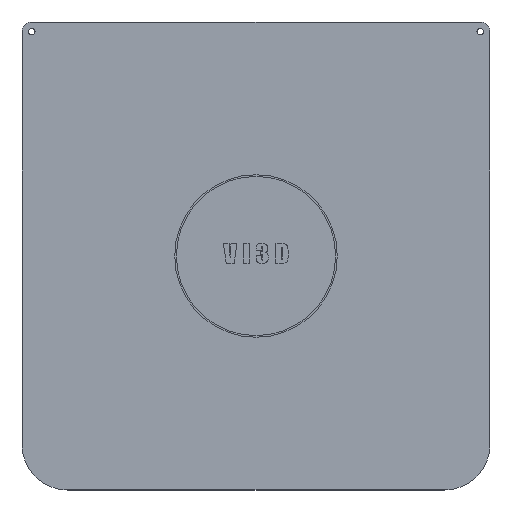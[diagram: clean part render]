
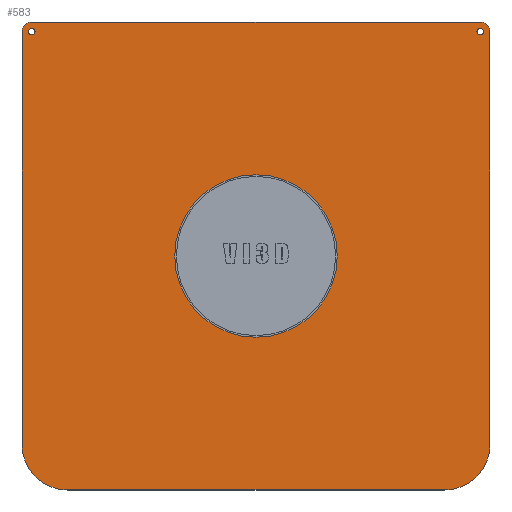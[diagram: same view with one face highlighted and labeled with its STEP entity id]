
A CAD part, top view. The second image highlights one B-rep face of the part: STEP entity #583.
In plain terms, the highlighted planar face has unit normal (0, 0, 1).
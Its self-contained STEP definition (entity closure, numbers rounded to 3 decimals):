
#76 = DIRECTION ( 'NONE',  ( 0., 0., 1. ) ) ;
#92 = DIRECTION ( 'NONE',  ( 1., 0., 0. ) ) ;
#109 = PLANE ( 'NONE',  #384 ) ;
#156 = FACE_BOUND ( 'NONE', #1600, .T. ) ;
#204 = ORIENTED_EDGE ( 'NONE', *, *, #1192, .T. ) ;
#320 = CIRCLE ( 'NONE', #1449, 1. ) ;
#347 = DIRECTION ( 'NONE',  ( -1., 0., 0. ) ) ;
#384 = AXIS2_PLACEMENT_3D ( 'NONE', #1044, #443, #421 ) ;
#389 = ORIENTED_EDGE ( 'NONE', *, *, #2398, .T. ) ;
#421 = DIRECTION ( 'NONE',  ( -1., 0., 0. ) ) ;
#437 = CARTESIAN_POINT ( 'NONE',  ( 72., -58., 1.4 ) ) ;
#443 = DIRECTION ( 'NONE',  ( 0., 0., -1. ) ) ;
#461 = DIRECTION ( 'NONE',  ( 0., 1., 0. ) ) ;
#515 = EDGE_CURVE ( 'NONE', #3817, #2553, #2175, .T. ) ;
#523 = DIRECTION ( 'NONE',  ( 0., 0., -1. ) ) ;
#530 = VERTEX_POINT ( 'NONE', #1973 ) ;
#543 = CARTESIAN_POINT ( 'NONE',  ( 72., 69., 1.4 ) ) ;
#583 = ADVANCED_FACE ( 'NONE', ( #3892, #3620, #156, #3600 ), #109, .F. ) ;
#593 = AXIS2_PLACEMENT_3D ( 'NONE', #1864, #2471, #1174 ) ;
#603 = EDGE_CURVE ( 'NONE', #2553, #3817, #2184, .T. ) ;
#675 = VECTOR ( 'NONE', #3370, 1000. ) ;
#699 = ORIENTED_EDGE ( 'NONE', *, *, #2538, .T. ) ;
#734 = DIRECTION ( 'NONE',  ( 1., 0., 0. ) ) ;
#758 = AXIS2_PLACEMENT_3D ( 'NONE', #3896, #1049, #734 ) ;
#769 = ORIENTED_EDGE ( 'NONE', *, *, #3129, .T. ) ;
#776 = CARTESIAN_POINT ( 'NONE',  ( 0., 0., 1.4 ) ) ;
#800 = CIRCLE ( 'NONE', #2131, 1. ) ;
#911 = CARTESIAN_POINT ( 'NONE',  ( 68., 69., 1.4 ) ) ;
#933 = AXIS2_PLACEMENT_3D ( 'NONE', #776, #1664, #2923 ) ;
#970 = CARTESIAN_POINT ( 'NONE',  ( 69., 69., 1.4 ) ) ;
#1025 = AXIS2_PLACEMENT_3D ( 'NONE', #970, #76, #2231 ) ;
#1044 = CARTESIAN_POINT ( 'NONE',  ( -58., -58., 1.4 ) ) ;
#1049 = DIRECTION ( 'NONE',  ( 0., 0., 1. ) ) ;
#1125 = CARTESIAN_POINT ( 'NONE',  ( 69., 69., 1.4 ) ) ;
#1137 = LINE ( 'NONE', #3640, #3737 ) ;
#1142 = VERTEX_POINT ( 'NONE', #437 ) ;
#1174 = DIRECTION ( 'NONE',  ( -1., 0., 0. ) ) ;
#1192 = EDGE_CURVE ( 'NONE', #2707, #2517, #3185, .T. ) ;
#1200 = EDGE_CURVE ( 'NONE', #1142, #1711, #1137, .T. ) ;
#1215 = EDGE_CURVE ( 'NONE', #2517, #1964, #2393, .T. ) ;
#1245 = CARTESIAN_POINT ( 'NONE',  ( 69., 72., 1.4 ) ) ;
#1257 = EDGE_LOOP ( 'NONE', ( #699, #2136 ) ) ;
#1278 = CARTESIAN_POINT ( 'NONE',  ( -72., 72., 1.4 ) ) ;
#1352 = EDGE_CURVE ( 'NONE', #2104, #3933, #3440, .T. ) ;
#1377 = ORIENTED_EDGE ( 'NONE', *, *, #1215, .T. ) ;
#1449 = AXIS2_PLACEMENT_3D ( 'NONE', #4075, #523, #1476 ) ;
#1467 = DIRECTION ( 'NONE',  ( 0., 0., 1. ) ) ;
#1471 = AXIS2_PLACEMENT_3D ( 'NONE', #1125, #3878, #3265 ) ;
#1476 = DIRECTION ( 'NONE',  ( -1., 0., 0. ) ) ;
#1513 = ORIENTED_EDGE ( 'NONE', *, *, #3439, .T. ) ;
#1581 = VERTEX_POINT ( 'NONE', #3537 ) ;
#1600 = EDGE_LOOP ( 'NONE', ( #2236, #3379 ) ) ;
#1664 = DIRECTION ( 'NONE',  ( 0., 0., 1. ) ) ;
#1711 = VERTEX_POINT ( 'NONE', #543 ) ;
#1727 = ORIENTED_EDGE ( 'NONE', *, *, #3083, .T. ) ;
#1837 = ORIENTED_EDGE ( 'NONE', *, *, #2931, .T. ) ;
#1861 = VECTOR ( 'NONE', #92, 1000. ) ;
#1864 = CARTESIAN_POINT ( 'NONE',  ( -58., -58., 1.4 ) ) ;
#1915 = CARTESIAN_POINT ( 'NONE',  ( -69., 69., 1.4 ) ) ;
#1964 = VERTEX_POINT ( 'NONE', #2068 ) ;
#1973 = CARTESIAN_POINT ( 'NONE',  ( -58., -72., 1.4 ) ) ;
#1981 = CIRCLE ( 'NONE', #1471, 1. ) ;
#1985 = CARTESIAN_POINT ( 'NONE',  ( 25., 0., 1.4 ) ) ;
#2057 = DIRECTION ( 'NONE',  ( -1., 0., 0. ) ) ;
#2068 = CARTESIAN_POINT ( 'NONE',  ( -72., -58., 1.4 ) ) ;
#2104 = VERTEX_POINT ( 'NONE', #4040 ) ;
#2131 = AXIS2_PLACEMENT_3D ( 'NONE', #1915, #3181, #347 ) ;
#2136 = ORIENTED_EDGE ( 'NONE', *, *, #4112, .T. ) ;
#2157 = CARTESIAN_POINT ( 'NONE',  ( -25., 0., 1.4 ) ) ;
#2175 = CIRCLE ( 'NONE', #933, 25. ) ;
#2176 = CARTESIAN_POINT ( 'NONE',  ( -69., 69., 1.4 ) ) ;
#2184 = CIRCLE ( 'NONE', #2893, 25. ) ;
#2226 = EDGE_CURVE ( 'NONE', #3933, #2104, #800, .T. ) ;
#2231 = DIRECTION ( 'NONE',  ( -1., 0., 0. ) ) ;
#2236 = ORIENTED_EDGE ( 'NONE', *, *, #2226, .T. ) ;
#2393 = LINE ( 'NONE', #3007, #675 ) ;
#2398 = EDGE_CURVE ( 'NONE', #530, #1581, #3938, .T. ) ;
#2414 = VERTEX_POINT ( 'NONE', #911 ) ;
#2471 = DIRECTION ( 'NONE',  ( 0., 0., 1. ) ) ;
#2472 = AXIS2_PLACEMENT_3D ( 'NONE', #3982, #1467, #2057 ) ;
#2494 = ORIENTED_EDGE ( 'NONE', *, *, #603, .F. ) ;
#2517 = VERTEX_POINT ( 'NONE', #3991 ) ;
#2533 = DIRECTION ( 'NONE',  ( -1., 0., 0. ) ) ;
#2538 = EDGE_CURVE ( 'NONE', #2414, #4054, #320, .T. ) ;
#2553 = VERTEX_POINT ( 'NONE', #2157 ) ;
#2614 = VERTEX_POINT ( 'NONE', #1245 ) ;
#2637 = CARTESIAN_POINT ( 'NONE',  ( 0., 0., 1.4 ) ) ;
#2686 = DIRECTION ( 'NONE',  ( 0., 0., 1. ) ) ;
#2707 = VERTEX_POINT ( 'NONE', #3279 ) ;
#2795 = EDGE_LOOP ( 'NONE', ( #1513, #204, #1377, #1837, #389, #769, #4089, #1727 ) ) ;
#2800 = DIRECTION ( 'NONE',  ( -1., 0., 0. ) ) ;
#2846 = LINE ( 'NONE', #1278, #3203 ) ;
#2893 = AXIS2_PLACEMENT_3D ( 'NONE', #2637, #2686, #3914 ) ;
#2923 = DIRECTION ( 'NONE',  ( 1., 0., 0. ) ) ;
#2931 = EDGE_CURVE ( 'NONE', #1964, #530, #3104, .T. ) ;
#3007 = CARTESIAN_POINT ( 'NONE',  ( -72., -58., 1.4 ) ) ;
#3083 = EDGE_CURVE ( 'NONE', #1711, #2614, #3272, .T. ) ;
#3104 = CIRCLE ( 'NONE', #593, 14. ) ;
#3129 = EDGE_CURVE ( 'NONE', #1581, #1142, #3611, .T. ) ;
#3181 = DIRECTION ( 'NONE',  ( 0., 0., -1. ) ) ;
#3185 = CIRCLE ( 'NONE', #2472, 3. ) ;
#3203 = VECTOR ( 'NONE', #2533, 1000. ) ;
#3265 = DIRECTION ( 'NONE',  ( -1., 0., 0. ) ) ;
#3272 = CIRCLE ( 'NONE', #1025, 3. ) ;
#3279 = CARTESIAN_POINT ( 'NONE',  ( -69., 72., 1.4 ) ) ;
#3370 = DIRECTION ( 'NONE',  ( 0., -1., 0. ) ) ;
#3379 = ORIENTED_EDGE ( 'NONE', *, *, #1352, .T. ) ;
#3439 = EDGE_CURVE ( 'NONE', #2614, #2707, #2846, .T. ) ;
#3440 = CIRCLE ( 'NONE', #4053, 1. ) ;
#3462 = DIRECTION ( 'NONE',  ( 0., 0., -1. ) ) ;
#3520 = CARTESIAN_POINT ( 'NONE',  ( 70., 69., 1.4 ) ) ;
#3537 = CARTESIAN_POINT ( 'NONE',  ( 58., -72., 1.4 ) ) ;
#3540 = ORIENTED_EDGE ( 'NONE', *, *, #515, .F. ) ;
#3588 = EDGE_LOOP ( 'NONE', ( #3540, #2494 ) ) ;
#3600 = FACE_OUTER_BOUND ( 'NONE', #2795, .T. ) ;
#3611 = CIRCLE ( 'NONE', #758, 14. ) ;
#3620 = FACE_BOUND ( 'NONE', #1257, .T. ) ;
#3640 = CARTESIAN_POINT ( 'NONE',  ( 72., -58., 1.4 ) ) ;
#3737 = VECTOR ( 'NONE', #461, 1000. ) ;
#3817 = VERTEX_POINT ( 'NONE', #1985 ) ;
#3858 = CARTESIAN_POINT ( 'NONE',  ( -70., 69., 1.4 ) ) ;
#3874 = CARTESIAN_POINT ( 'NONE',  ( -58., -72., 1.4 ) ) ;
#3878 = DIRECTION ( 'NONE',  ( 0., 0., -1. ) ) ;
#3892 = FACE_BOUND ( 'NONE', #3588, .T. ) ;
#3896 = CARTESIAN_POINT ( 'NONE',  ( 58., -58., 1.4 ) ) ;
#3914 = DIRECTION ( 'NONE',  ( 1., 0., 0. ) ) ;
#3933 = VERTEX_POINT ( 'NONE', #3858 ) ;
#3938 = LINE ( 'NONE', #3874, #1861 ) ;
#3982 = CARTESIAN_POINT ( 'NONE',  ( -69., 69., 1.4 ) ) ;
#3991 = CARTESIAN_POINT ( 'NONE',  ( -72., 69., 1.4 ) ) ;
#4040 = CARTESIAN_POINT ( 'NONE',  ( -68., 69., 1.4 ) ) ;
#4053 = AXIS2_PLACEMENT_3D ( 'NONE', #2176, #3462, #2800 ) ;
#4054 = VERTEX_POINT ( 'NONE', #3520 ) ;
#4075 = CARTESIAN_POINT ( 'NONE',  ( 69., 69., 1.4 ) ) ;
#4089 = ORIENTED_EDGE ( 'NONE', *, *, #1200, .T. ) ;
#4112 = EDGE_CURVE ( 'NONE', #4054, #2414, #1981, .T. ) ;
